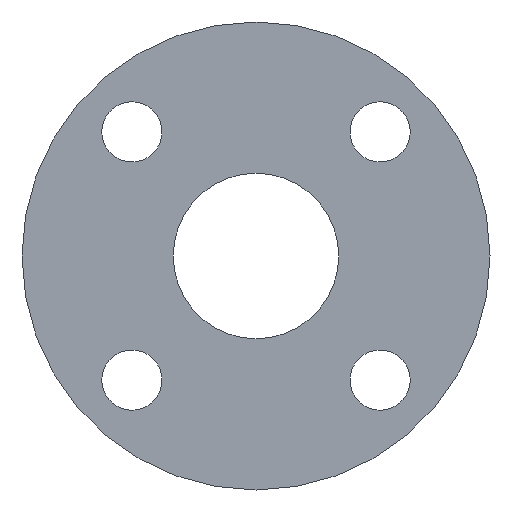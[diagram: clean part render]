
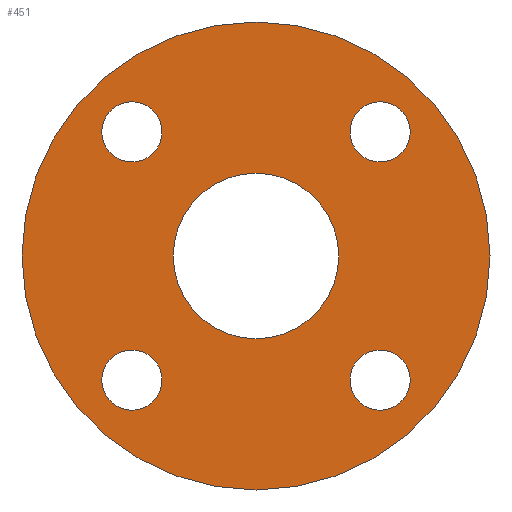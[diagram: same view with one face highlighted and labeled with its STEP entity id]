
A CAD part, left-side view. The second image highlights one B-rep face of the part: STEP entity #451.
In plain terms, the highlighted planar face has unit normal (-1, 0, 0).
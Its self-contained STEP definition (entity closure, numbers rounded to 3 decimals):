
#1 = AXIS2_PLACEMENT_3D ( 'NONE', #264, #210, #459 ) ;
#3 = FACE_OUTER_BOUND ( 'NONE', #213, .T. ) ;
#5 = VERTEX_POINT ( 'NONE', #110 ) ;
#27 = EDGE_CURVE ( 'NONE', #301, #481, #369, .T. ) ;
#28 = DIRECTION ( 'NONE',  ( 0., 0., -1. ) ) ;
#32 = CARTESIAN_POINT ( 'NONE',  ( -17., -37.123, 37.123 ) ) ;
#33 = VERTEX_POINT ( 'NONE', #279 ) ;
#38 = CARTESIAN_POINT ( 'NONE',  ( -17., -37.123, 37.123 ) ) ;
#40 = CARTESIAN_POINT ( 'NONE',  ( -17., 37.123, 37.123 ) ) ;
#43 = DIRECTION ( 'NONE',  ( 0., 0., -1. ) ) ;
#44 = DIRECTION ( 'NONE',  ( 1., 0., 0. ) ) ;
#46 = CARTESIAN_POINT ( 'NONE',  ( -17., 0., 24.75 ) ) ;
#52 = VERTEX_POINT ( 'NONE', #516 ) ;
#62 = DIRECTION ( 'NONE',  ( 1., 0., 0. ) ) ;
#70 = ORIENTED_EDGE ( 'NONE', *, *, #532, .T. ) ;
#76 = VERTEX_POINT ( 'NONE', #422 ) ;
#80 = AXIS2_PLACEMENT_3D ( 'NONE', #333, #131, #331 ) ;
#81 = DIRECTION ( 'NONE',  ( 1., 0., 0. ) ) ;
#82 = CARTESIAN_POINT ( 'NONE',  ( -17., -37.123, -37.123 ) ) ;
#86 = CIRCLE ( 'NONE', #435, 9. ) ;
#90 = DIRECTION ( 'NONE',  ( 1., 0., 0. ) ) ;
#91 = CARTESIAN_POINT ( 'NONE',  ( -17., 37.123, -37.123 ) ) ;
#97 = ORIENTED_EDGE ( 'NONE', *, *, #468, .T. ) ;
#103 = ORIENTED_EDGE ( 'NONE', *, *, #382, .T. ) ;
#110 = CARTESIAN_POINT ( 'NONE',  ( -17., -37.123, 46.123 ) ) ;
#111 = ORIENTED_EDGE ( 'NONE', *, *, #247, .T. ) ;
#117 = CIRCLE ( 'NONE', #178, 9. ) ;
#129 = AXIS2_PLACEMENT_3D ( 'NONE', #38, #445, #28 ) ;
#130 = FACE_BOUND ( 'NONE', #431, .T. ) ;
#131 = DIRECTION ( 'NONE',  ( 1., 0., 0. ) ) ;
#143 = EDGE_LOOP ( 'NONE', ( #151, #111 ) ) ;
#151 = ORIENTED_EDGE ( 'NONE', *, *, #173, .T. ) ;
#152 = CARTESIAN_POINT ( 'NONE',  ( -17., -37.123, -37.123 ) ) ;
#153 = AXIS2_PLACEMENT_3D ( 'NONE', #152, #44, #536 ) ;
#159 = FACE_BOUND ( 'NONE', #309, .T. ) ;
#161 = CIRCLE ( 'NONE', #463, 24.75 ) ;
#162 = CIRCLE ( 'NONE', #80, 9. ) ;
#164 = CARTESIAN_POINT ( 'NONE',  ( -17., 37.123, -37.123 ) ) ;
#166 = CARTESIAN_POINT ( 'NONE',  ( -17., 0., 0. ) ) ;
#167 = VERTEX_POINT ( 'NONE', #488 ) ;
#168 = DIRECTION ( 'NONE',  ( 0., 0., -1. ) ) ;
#170 = AXIS2_PLACEMENT_3D ( 'NONE', #164, #494, #337 ) ;
#173 = EDGE_CURVE ( 'NONE', #276, #5, #485, .T. ) ;
#178 = AXIS2_PLACEMENT_3D ( 'NONE', #82, #81, #168 ) ;
#194 = DIRECTION ( 'NONE',  ( 1., 0., 0. ) ) ;
#198 = DIRECTION ( 'NONE',  ( 1., 0., 0. ) ) ;
#202 = DIRECTION ( 'NONE',  ( 0., 0., -1. ) ) ;
#210 = DIRECTION ( 'NONE',  ( 1., 0., 0. ) ) ;
#211 = VERTEX_POINT ( 'NONE', #324 ) ;
#213 = EDGE_LOOP ( 'NONE', ( #517, #339 ) ) ;
#215 = FACE_BOUND ( 'NONE', #143, .T. ) ;
#219 = CARTESIAN_POINT ( 'NONE',  ( -17., 37.123, 28.123 ) ) ;
#247 = EDGE_CURVE ( 'NONE', #5, #276, #86, .T. ) ;
#251 = EDGE_CURVE ( 'NONE', #76, #486, #161, .T. ) ;
#255 = CARTESIAN_POINT ( 'NONE',  ( -17., -37.123, 28.123 ) ) ;
#257 = CARTESIAN_POINT ( 'NONE',  ( -17., 0., -70. ) ) ;
#259 = AXIS2_PLACEMENT_3D ( 'NONE', #91, #543, #202 ) ;
#264 = CARTESIAN_POINT ( 'NONE',  ( -17., 0., 0. ) ) ;
#270 = EDGE_CURVE ( 'NONE', #384, #167, #529, .T. ) ;
#275 = CARTESIAN_POINT ( 'NONE',  ( -17., 0., 0. ) ) ;
#276 = VERTEX_POINT ( 'NONE', #255 ) ;
#279 = CARTESIAN_POINT ( 'NONE',  ( -17., 37.123, -46.123 ) ) ;
#284 = CARTESIAN_POINT ( 'NONE',  ( -17., 0., 0. ) ) ;
#290 = EDGE_CURVE ( 'NONE', #167, #384, #117, .T. ) ;
#296 = ORIENTED_EDGE ( 'NONE', *, *, #290, .T. ) ;
#301 = VERTEX_POINT ( 'NONE', #257 ) ;
#309 = EDGE_LOOP ( 'NONE', ( #477, #316 ) ) ;
#310 = CIRCLE ( 'NONE', #170, 9. ) ;
#316 = ORIENTED_EDGE ( 'NONE', *, *, #514, .T. ) ;
#324 = CARTESIAN_POINT ( 'NONE',  ( -17., 37.123, -28.123 ) ) ;
#327 = AXIS2_PLACEMENT_3D ( 'NONE', #275, #62, #392 ) ;
#331 = DIRECTION ( 'NONE',  ( 0., 0., -1. ) ) ;
#333 = CARTESIAN_POINT ( 'NONE',  ( -17., 37.123, 37.123 ) ) ;
#337 = DIRECTION ( 'NONE',  ( 0., 0., -1. ) ) ;
#339 = ORIENTED_EDGE ( 'NONE', *, *, #456, .F. ) ;
#340 = EDGE_LOOP ( 'NONE', ( #296, #360 ) ) ;
#341 = CIRCLE ( 'NONE', #1, 24.75 ) ;
#350 = AXIS2_PLACEMENT_3D ( 'NONE', #40, #90, #409 ) ;
#351 = AXIS2_PLACEMENT_3D ( 'NONE', #166, #503, #454 ) ;
#360 = ORIENTED_EDGE ( 'NONE', *, *, #270, .T. ) ;
#366 = CARTESIAN_POINT ( 'NONE',  ( -17., -37.123, -28.123 ) ) ;
#369 = CIRCLE ( 'NONE', #327, 70. ) ;
#374 = DIRECTION ( 'NONE',  ( 1., 0., 0. ) ) ;
#382 = EDGE_CURVE ( 'NONE', #52, #521, #520, .T. ) ;
#384 = VERTEX_POINT ( 'NONE', #366 ) ;
#392 = DIRECTION ( 'NONE',  ( 0., 0., -1. ) ) ;
#404 = CARTESIAN_POINT ( 'NONE',  ( -17., 0., 70. ) ) ;
#406 = PLANE ( 'NONE',  #534 ) ;
#407 = ORIENTED_EDGE ( 'NONE', *, *, #474, .T. ) ;
#409 = DIRECTION ( 'NONE',  ( 0., 0., -1. ) ) ;
#420 = FACE_BOUND ( 'NONE', #340, .T. ) ;
#422 = CARTESIAN_POINT ( 'NONE',  ( -17., 0., -24.75 ) ) ;
#424 = CIRCLE ( 'NONE', #259, 9. ) ;
#431 = EDGE_LOOP ( 'NONE', ( #70, #103 ) ) ;
#435 = AXIS2_PLACEMENT_3D ( 'NONE', #32, #194, #489 ) ;
#437 = DIRECTION ( 'NONE',  ( 0., 0., -1. ) ) ;
#445 = DIRECTION ( 'NONE',  ( 1., 0., 0. ) ) ;
#451 = ADVANCED_FACE ( 'NONE', ( #215, #420, #461, #159, #130, #3 ), #406, .F. ) ;
#454 = DIRECTION ( 'NONE',  ( 0., 0., -1. ) ) ;
#456 = EDGE_CURVE ( 'NONE', #481, #301, #531, .T. ) ;
#458 = CARTESIAN_POINT ( 'NONE',  ( -17., 0., 0. ) ) ;
#459 = DIRECTION ( 'NONE',  ( 0., 0., -1. ) ) ;
#461 = FACE_BOUND ( 'NONE', #527, .T. ) ;
#463 = AXIS2_PLACEMENT_3D ( 'NONE', #284, #198, #437 ) ;
#468 = EDGE_CURVE ( 'NONE', #33, #211, #310, .T. ) ;
#474 = EDGE_CURVE ( 'NONE', #211, #33, #424, .T. ) ;
#477 = ORIENTED_EDGE ( 'NONE', *, *, #251, .T. ) ;
#481 = VERTEX_POINT ( 'NONE', #404 ) ;
#485 = CIRCLE ( 'NONE', #129, 9. ) ;
#486 = VERTEX_POINT ( 'NONE', #46 ) ;
#488 = CARTESIAN_POINT ( 'NONE',  ( -17., -37.123, -46.123 ) ) ;
#489 = DIRECTION ( 'NONE',  ( 0., 0., -1. ) ) ;
#494 = DIRECTION ( 'NONE',  ( 1., 0., 0. ) ) ;
#503 = DIRECTION ( 'NONE',  ( 1., 0., 0. ) ) ;
#514 = EDGE_CURVE ( 'NONE', #486, #76, #341, .T. ) ;
#516 = CARTESIAN_POINT ( 'NONE',  ( -17., 37.123, 46.123 ) ) ;
#517 = ORIENTED_EDGE ( 'NONE', *, *, #27, .F. ) ;
#520 = CIRCLE ( 'NONE', #350, 9. ) ;
#521 = VERTEX_POINT ( 'NONE', #219 ) ;
#527 = EDGE_LOOP ( 'NONE', ( #97, #407 ) ) ;
#529 = CIRCLE ( 'NONE', #153, 9. ) ;
#531 = CIRCLE ( 'NONE', #351, 70. ) ;
#532 = EDGE_CURVE ( 'NONE', #521, #52, #162, .T. ) ;
#534 = AXIS2_PLACEMENT_3D ( 'NONE', #458, #374, #43 ) ;
#536 = DIRECTION ( 'NONE',  ( 0., 0., -1. ) ) ;
#543 = DIRECTION ( 'NONE',  ( 1., 0., 0. ) ) ;
